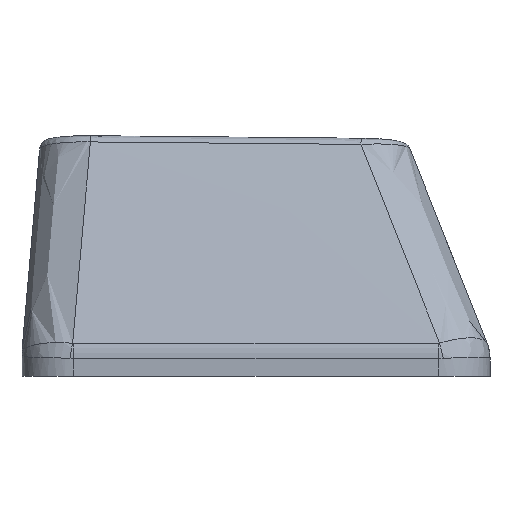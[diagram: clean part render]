
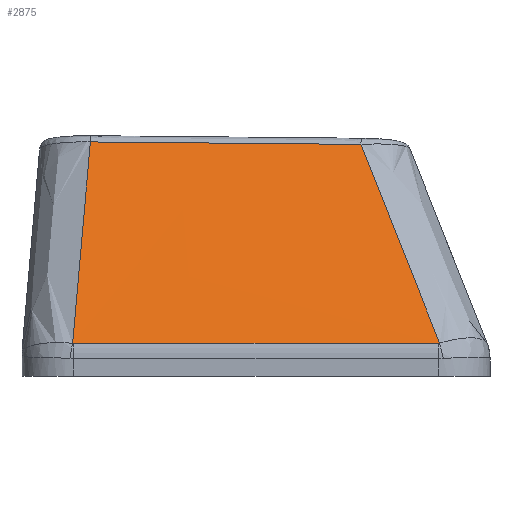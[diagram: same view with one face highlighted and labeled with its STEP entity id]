
A CAD part, left-side view. The second image highlights one B-rep face of the part: STEP entity #2875.
In plain terms, the highlighted free-form (B-spline) face has degree [3, 3] with [4, 4] control points.
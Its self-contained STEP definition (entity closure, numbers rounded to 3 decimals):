
#128=B_SPLINE_SURFACE_WITH_KNOTS('',3,3,((#5775,#5776,#5777,#5778),(#5779,
#5780,#5781,#5782),(#5783,#5784,#5785,#5786),(#5787,#5788,#5789,#5790)),
 .UNSPECIFIED.,.F.,.F.,.F.,(4,4),(4,4),(0.102,0.892),
(0.033,0.966),.UNSPECIFIED.);
#203=FACE_OUTER_BOUND('',#337,.T.);
#337=EDGE_LOOP('',(#2327,#2328,#2329,#2330,#2331,#2332));
#657=B_SPLINE_CURVE_WITH_KNOTS('',3,(#5639,#5640,#5641,#5642),
 .UNSPECIFIED.,.F.,.F.,(4,4),(0.,0.004),.UNSPECIFIED.);
#659=B_SPLINE_CURVE_WITH_KNOTS('',3,(#5666,#5667,#5668,#5669),
 .UNSPECIFIED.,.F.,.F.,(4,4),(0.,1.416),.UNSPECIFIED.);
#661=B_SPLINE_CURVE_WITH_KNOTS('',3,(#5693,#5694,#5695,#5696),
 .UNSPECIFIED.,.F.,.F.,(4,4),(0.,0.005),.UNSPECIFIED.);
#664=B_SPLINE_CURVE_WITH_KNOTS('',3,(#5792,#5793,#5794,#5795),
 .UNSPECIFIED.,.F.,.F.,(4,4),(0.032,0.925),
 .UNSPECIFIED.);
#665=B_SPLINE_CURVE_WITH_KNOTS('',3,(#5797,#5798,#5799,#5800),
 .UNSPECIFIED.,.F.,.F.,(4,4),(-1.05,0.),.UNSPECIFIED.);
#666=B_SPLINE_CURVE_WITH_KNOTS('',3,(#5801,#5802,#5803,#5804),
 .UNSPECIFIED.,.F.,.F.,(4,4),(-0.881,-0.03),
 .UNSPECIFIED.);
#1229=VERTEX_POINT('',#5607);
#1231=VERTEX_POINT('',#5637);
#1233=VERTEX_POINT('',#5664);
#1235=VERTEX_POINT('',#5691);
#1242=VERTEX_POINT('',#5791);
#1243=VERTEX_POINT('',#5796);
#1621=EDGE_CURVE('',#1231,#1229,#657,.T.);
#1624=EDGE_CURVE('',#1233,#1231,#659,.T.);
#1627=EDGE_CURVE('',#1235,#1233,#661,.T.);
#1639=EDGE_CURVE('',#1242,#1235,#664,.T.);
#1640=EDGE_CURVE('',#1243,#1242,#665,.T.);
#1641=EDGE_CURVE('',#1229,#1243,#666,.T.);
#2327=ORIENTED_EDGE('',*,*,#1621,.F.);
#2328=ORIENTED_EDGE('',*,*,#1624,.F.);
#2329=ORIENTED_EDGE('',*,*,#1627,.F.);
#2330=ORIENTED_EDGE('',*,*,#1639,.F.);
#2331=ORIENTED_EDGE('',*,*,#1640,.F.);
#2332=ORIENTED_EDGE('',*,*,#1641,.F.);
#2875=ADVANCED_FACE('',(#203),#128,.T.);
#5607=CARTESIAN_POINT('',(-18.485,7.116,0.284));
#5637=CARTESIAN_POINT('',(-18.486,7.08,0.281));
#5639=CARTESIAN_POINT('Ctrl Pts',(-18.486,7.08,0.281));
#5640=CARTESIAN_POINT('Ctrl Pts',(-18.486,7.092,0.281));
#5641=CARTESIAN_POINT('Ctrl Pts',(-18.486,7.104,0.282));
#5642=CARTESIAN_POINT('Ctrl Pts',(-18.485,7.116,0.284));
#5664=CARTESIAN_POINT('',(-18.484,-7.081,0.284));
#5666=CARTESIAN_POINT('Ctrl Pts',(-18.484,-7.081,0.284));
#5667=CARTESIAN_POINT('Ctrl Pts',(-18.484,-2.36,0.283));
#5668=CARTESIAN_POINT('Ctrl Pts',(-18.485,2.36,0.282));
#5669=CARTESIAN_POINT('Ctrl Pts',(-18.486,7.08,0.281));
#5691=CARTESIAN_POINT('',(-18.481,-7.128,0.289));
#5693=CARTESIAN_POINT('Ctrl Pts',(-18.481,-7.128,0.289));
#5694=CARTESIAN_POINT('Ctrl Pts',(-18.483,-7.112,0.286));
#5695=CARTESIAN_POINT('Ctrl Pts',(-18.484,-7.097,0.284));
#5696=CARTESIAN_POINT('Ctrl Pts',(-18.484,-7.081,0.284));
#5775=CARTESIAN_POINT('Ctrl Pts',(-15.166,-4.453,8.));
#5776=CARTESIAN_POINT('Ctrl Pts',(-16.273,-5.346,5.426));
#5777=CARTESIAN_POINT('Ctrl Pts',(-17.379,-6.239,2.852));
#5778=CARTESIAN_POINT('Ctrl Pts',(-18.486,-7.132,0.278));
#5779=CARTESIAN_POINT('Ctrl Pts',(-15.166,-0.691,
8.033));
#5780=CARTESIAN_POINT('Ctrl Pts',(-16.273,-1.255,5.448));
#5781=CARTESIAN_POINT('Ctrl Pts',(-17.379,-1.819,2.863));
#5782=CARTESIAN_POINT('Ctrl Pts',(-18.486,-2.382,0.279));
#5783=CARTESIAN_POINT('Ctrl Pts',(-15.166,3.072,8.066));
#5784=CARTESIAN_POINT('Ctrl Pts',(-16.273,2.837,5.471));
#5785=CARTESIAN_POINT('Ctrl Pts',(-17.379,2.602,2.875));
#5786=CARTESIAN_POINT('Ctrl Pts',(-18.486,2.367,0.28));
#5787=CARTESIAN_POINT('Ctrl Pts',(-15.166,6.834,8.1));
#5788=CARTESIAN_POINT('Ctrl Pts',(-16.273,6.928,5.494));
#5789=CARTESIAN_POINT('Ctrl Pts',(-17.379,7.022,2.887));
#5790=CARTESIAN_POINT('Ctrl Pts',(-18.486,7.116,0.281));
#5791=CARTESIAN_POINT('',(-15.167,-4.074,8.001));
#5792=CARTESIAN_POINT('Ctrl Pts',(-15.167,-4.074,8.001));
#5793=CARTESIAN_POINT('Ctrl Pts',(-16.271,-5.091,5.43));
#5794=CARTESIAN_POINT('Ctrl Pts',(-17.376,-6.109,2.859));
#5795=CARTESIAN_POINT('Ctrl Pts',(-18.481,-7.128,0.289));
#5796=CARTESIAN_POINT('',(-15.166,6.426,8.096));
#5797=CARTESIAN_POINT('Ctrl Pts',(-15.166,6.426,8.096));
#5798=CARTESIAN_POINT('Ctrl Pts',(-15.166,2.926,8.065));
#5799=CARTESIAN_POINT('Ctrl Pts',(-15.166,-0.574,
8.033));
#5800=CARTESIAN_POINT('Ctrl Pts',(-15.167,-4.074,8.001));
#5801=CARTESIAN_POINT('Ctrl Pts',(-18.485,7.116,0.284));
#5802=CARTESIAN_POINT('Ctrl Pts',(-17.379,6.887,2.888));
#5803=CARTESIAN_POINT('Ctrl Pts',(-16.273,6.657,5.492));
#5804=CARTESIAN_POINT('Ctrl Pts',(-15.166,6.426,8.096));
